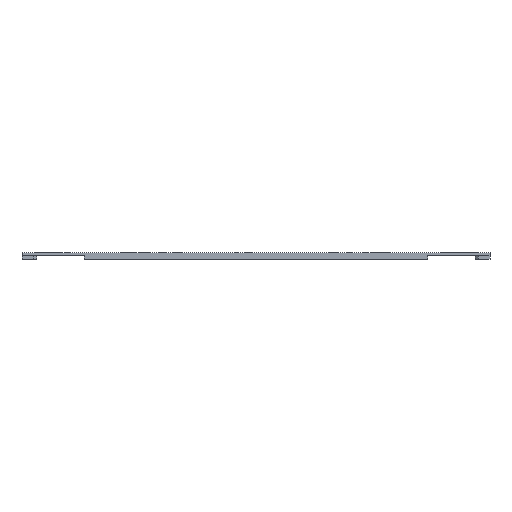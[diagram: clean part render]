
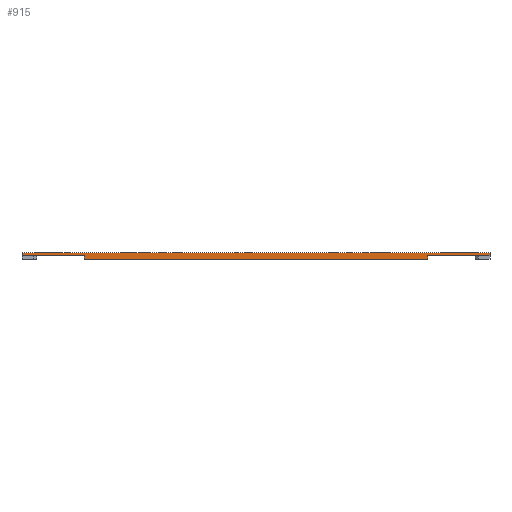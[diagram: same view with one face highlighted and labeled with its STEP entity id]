
A CAD part, front view. The second image highlights one B-rep face of the part: STEP entity #915.
In plain terms, the highlighted planar face has unit normal (0, -1, 0).
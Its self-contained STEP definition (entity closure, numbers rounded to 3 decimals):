
#32 = VERTEX_POINT('',#33);
#33 = CARTESIAN_POINT('',(0.,0.,0.));
#39 = EDGE_CURVE('',#32,#40,#42,.T.);
#40 = VERTEX_POINT('',#41);
#41 = CARTESIAN_POINT('',(20.,0.,0.));
#42 = LINE('',#43,#44);
#43 = CARTESIAN_POINT('',(0.,0.,0.));
#44 = VECTOR('',#45,1.);
#45 = DIRECTION('',(1.,0.,0.));
#80 = VERTEX_POINT('',#81);
#81 = CARTESIAN_POINT('',(130.,0.,0.));
#87 = EDGE_CURVE('',#80,#88,#90,.T.);
#88 = VERTEX_POINT('',#89);
#89 = CARTESIAN_POINT('',(150.,0.,0.));
#90 = LINE('',#91,#92);
#91 = CARTESIAN_POINT('',(0.,0.,0.));
#92 = VECTOR('',#93,1.);
#93 = DIRECTION('',(1.,0.,0.));
#873 = EDGE_CURVE('',#32,#874,#876,.T.);
#874 = VERTEX_POINT('',#875);
#875 = CARTESIAN_POINT('',(0.,0.,1.));
#876 = LINE('',#877,#878);
#877 = CARTESIAN_POINT('',(0.,0.,0.));
#878 = VECTOR('',#879,1.);
#879 = DIRECTION('',(0.,0.,1.));
#915 = ADVANCED_FACE('',(#916),#957,.T.);
#916 = FACE_BOUND('',#917,.T.);
#917 = EDGE_LOOP('',(#918,#919,#920,#928,#936,#942,#943,#951));
#918 = ORIENTED_EDGE('',*,*,#873,.F.);
#919 = ORIENTED_EDGE('',*,*,#39,.T.);
#920 = ORIENTED_EDGE('',*,*,#921,.T.);
#921 = EDGE_CURVE('',#40,#922,#924,.T.);
#922 = VERTEX_POINT('',#923);
#923 = CARTESIAN_POINT('',(20.,0.,-1.2));
#924 = LINE('',#925,#926);
#925 = CARTESIAN_POINT('',(20.,0.,0.));
#926 = VECTOR('',#927,1.);
#927 = DIRECTION('',(0.,0.,-1.));
#928 = ORIENTED_EDGE('',*,*,#929,.T.);
#929 = EDGE_CURVE('',#922,#930,#932,.T.);
#930 = VERTEX_POINT('',#931);
#931 = CARTESIAN_POINT('',(130.,0.,-1.2));
#932 = LINE('',#933,#934);
#933 = CARTESIAN_POINT('',(20.,0.,-1.2));
#934 = VECTOR('',#935,1.);
#935 = DIRECTION('',(1.,0.,0.));
#936 = ORIENTED_EDGE('',*,*,#937,.F.);
#937 = EDGE_CURVE('',#80,#930,#938,.T.);
#938 = LINE('',#939,#940);
#939 = CARTESIAN_POINT('',(130.,0.,0.));
#940 = VECTOR('',#941,1.);
#941 = DIRECTION('',(0.,0.,-1.));
#942 = ORIENTED_EDGE('',*,*,#87,.T.);
#943 = ORIENTED_EDGE('',*,*,#944,.T.);
#944 = EDGE_CURVE('',#88,#945,#947,.T.);
#945 = VERTEX_POINT('',#946);
#946 = CARTESIAN_POINT('',(150.,0.,1.));
#947 = LINE('',#948,#949);
#948 = CARTESIAN_POINT('',(150.,0.,0.));
#949 = VECTOR('',#950,1.);
#950 = DIRECTION('',(0.,0.,1.));
#951 = ORIENTED_EDGE('',*,*,#952,.F.);
#952 = EDGE_CURVE('',#874,#945,#953,.T.);
#953 = LINE('',#954,#955);
#954 = CARTESIAN_POINT('',(0.,0.,1.));
#955 = VECTOR('',#956,1.);
#956 = DIRECTION('',(1.,0.,0.));
#957 = PLANE('',#958);
#958 = AXIS2_PLACEMENT_3D('',#959,#960,#961);
#959 = CARTESIAN_POINT('',(75.,0.,0.058));
#960 = DIRECTION('',(-0.,-1.,-0.));
#961 = DIRECTION('',(0.,0.,-1.));
